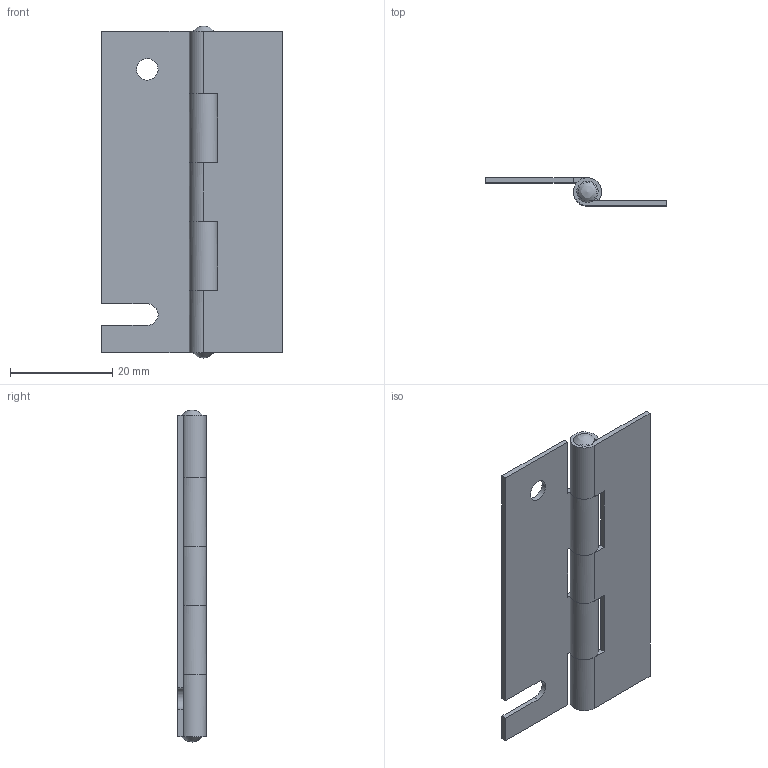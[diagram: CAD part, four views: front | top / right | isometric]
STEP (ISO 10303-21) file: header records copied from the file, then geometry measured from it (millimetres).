
FILE_DESCRIPTION((''),'2;1');
FILE_NAME('','2005-04-20T09:04:08',(''),(''),'','CADfix','');
FILE_SCHEMA(('AUTOMOTIVE_DESIGN'));
Length unit declared in the file: millimetre
Products named in the file (4): shaft; hinge piece_B; hinge piece_A; TH_128_3021_36
Assembly tree (3 placements, depth 2):
  TH_128_3021_36
    shaft
    hinge piece_B
    hinge piece_A
Bounding box: 35.5 x 5.5 x 65 mm (x, y, z)
Volume: 3224.8 mm3; surface area: 6663.4 mm2
Topology: 3 solids, 3 shells, 50 faces, 138 edges, 96 vertices
Faces by surface type: bspline 50
Entity records: 1862 total; most frequent: CARTESIAN_POINT 958, ORIENTED_EDGE 276, EDGE_CURVE 138, VERTEX_POINT 96, QUASI_UNIFORM_CURVE 96, EDGE_LOOP 54, FACE_OUTER_BOUND 50, ADVANCED_FACE 50
